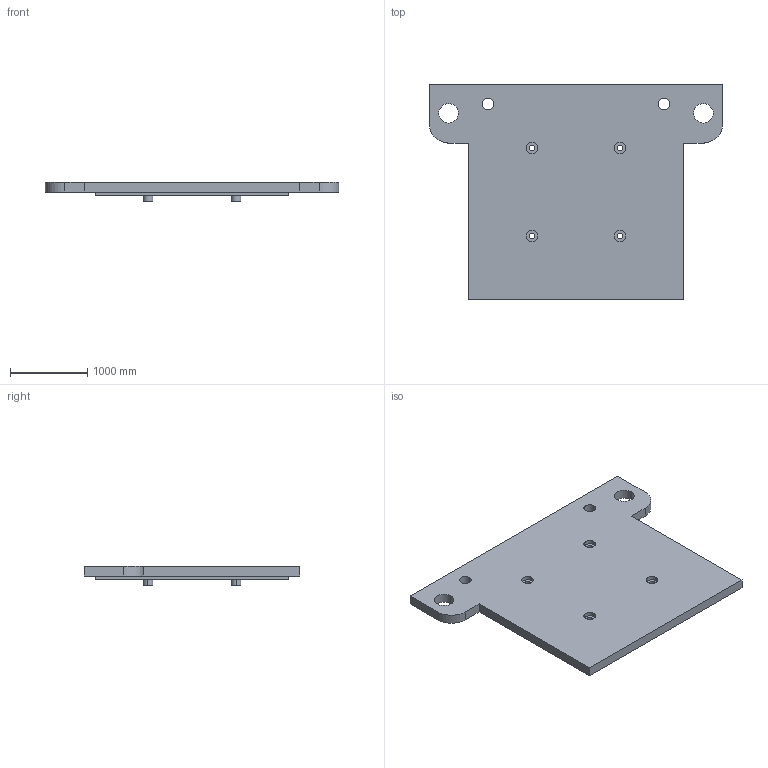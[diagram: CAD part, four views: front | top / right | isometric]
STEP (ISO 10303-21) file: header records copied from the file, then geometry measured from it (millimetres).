
FILE_DESCRIPTION((''),'2;1');
FILE_NAME('PUSH_BUTTON_CASE_BUTTON','2019-12-13T12:58:46',('max'),(''),'CREO PARAMETRIC BY PTC INC, 2019224','CREO PARAMETRIC BY PTC INC, 2019224','');
FILE_SCHEMA(('CONFIG_CONTROL_DESIGN'));
Length unit declared in the file: inch
Products named in the file (1): PUSH_BUTTON_CASE_BUTTON
Bounding box: 3810 x 2794 x 254 mm (x, y, z)
Volume: 1089796603.8 mm3; surface area: 20317401.5 mm2
Topology: 1 solids, 1 shells, 66 faces, 162 edges, 108 vertices
Faces by surface type: cylinder 34, plane 32
Entity records: 2046 total; most frequent: DIRECTION 362, CARTESIAN_POINT 336, ORIENTED_EDGE 324, EDGE_CURVE 162, AXIS2_PLACEMENT_3D 134, VERTEX_POINT 108, VECTOR 94, LINE 94
